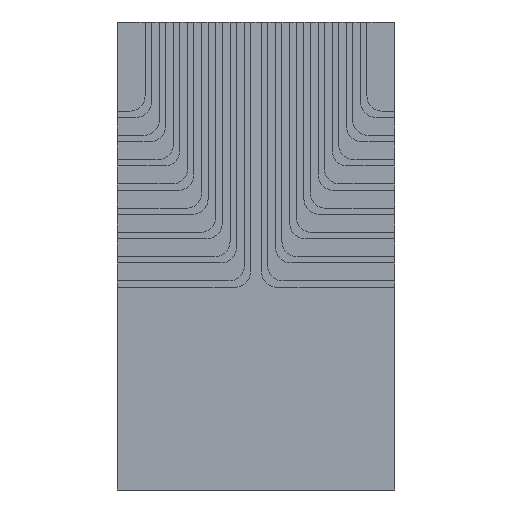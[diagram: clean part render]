
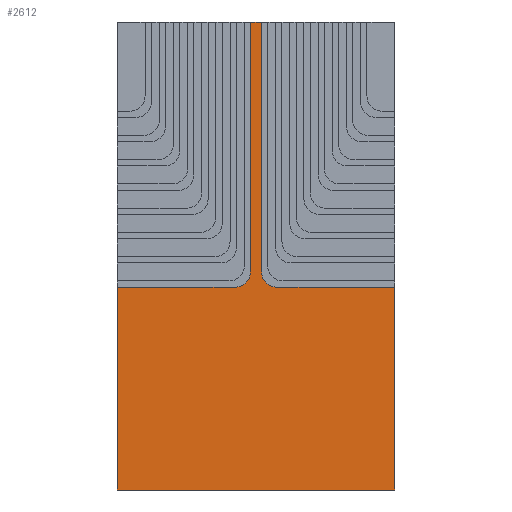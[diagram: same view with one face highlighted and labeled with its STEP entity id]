
A CAD part, front view. The second image highlights one B-rep face of the part: STEP entity #2612.
In plain terms, the highlighted planar face has unit normal (0, -1, 0).
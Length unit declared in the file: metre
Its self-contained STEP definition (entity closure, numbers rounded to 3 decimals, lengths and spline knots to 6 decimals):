
#72=CIRCLE('',#2788,0.00635);
#73=CIRCLE('',#2789,0.00635);
#362=ORIENTED_EDGE('',*,*,#1122,.F.);
#363=ORIENTED_EDGE('',*,*,#1123,.T.);
#364=ORIENTED_EDGE('',*,*,#1124,.T.);
#365=ORIENTED_EDGE('',*,*,#1035,.T.);
#366=ORIENTED_EDGE('',*,*,#1125,.F.);
#367=ORIENTED_EDGE('',*,*,#908,.F.);
#368=ORIENTED_EDGE('',*,*,#1126,.T.);
#369=ORIENTED_EDGE('',*,*,#1127,.T.);
#370=ORIENTED_EDGE('',*,*,#1128,.T.);
#371=ORIENTED_EDGE('',*,*,#996,.T.);
#908=EDGE_CURVE('',#1304,#1305,#1568,.T.);
#996=EDGE_CURVE('',#1392,#1391,#1656,.T.);
#1035=EDGE_CURVE('',#1430,#1429,#1695,.T.);
#1122=EDGE_CURVE('',#1488,#1391,#1754,.T.);
#1123=EDGE_CURVE('',#1488,#1489,#72,.F.);
#1124=EDGE_CURVE('',#1489,#1430,#1755,.T.);
#1125=EDGE_CURVE('',#1305,#1429,#1756,.T.);
#1126=EDGE_CURVE('',#1304,#1490,#1757,.T.);
#1127=EDGE_CURVE('',#1490,#1491,#73,.F.);
#1128=EDGE_CURVE('',#1491,#1392,#1758,.T.);
#1304=VERTEX_POINT('',#3687);
#1305=VERTEX_POINT('',#3689);
#1391=VERTEX_POINT('',#3863);
#1392=VERTEX_POINT('',#3865);
#1429=VERTEX_POINT('',#3941);
#1430=VERTEX_POINT('',#3943);
#1488=VERTEX_POINT('',#4104);
#1489=VERTEX_POINT('',#4106);
#1490=VERTEX_POINT('',#4110);
#1491=VERTEX_POINT('',#4112);
#1568=LINE('',#3688,#1900);
#1656=LINE('',#3864,#1988);
#1695=LINE('',#3942,#2027);
#1754=LINE('',#4103,#2086);
#1755=LINE('',#4107,#2087);
#1756=LINE('',#4108,#2088);
#1757=LINE('',#4109,#2089);
#1758=LINE('',#4113,#2090);
#1900=VECTOR('',#2951,1.);
#1988=VECTOR('',#3041,1.);
#2027=VECTOR('',#3082,1.);
#2086=VECTOR('',#3229,1.);
#2087=VECTOR('',#3232,1.);
#2088=VECTOR('',#3233,1.);
#2089=VECTOR('',#3234,1.);
#2090=VECTOR('',#3237,1.);
#2242=EDGE_LOOP('',(#362,#363,#364,#365,#366,#367,#368,#369,#370,#371));
#2376=FACE_BOUND('',#2242,.T.);
#2510=PLANE('',#2787);
#2612=ADVANCED_FACE('',(#2376),#2510,.T.);
#2787=AXIS2_PLACEMENT_3D('',#4102,#3227,#3228);
#2788=AXIS2_PLACEMENT_3D('',#4105,#3230,#3231);
#2789=AXIS2_PLACEMENT_3D('',#4111,#3235,#3236);
#2951=DIRECTION('',(0.,0.,-1.));
#3041=DIRECTION('',(-1.,0.,0.));
#3082=DIRECTION('',(0.,0.,-1.));
#3227=DIRECTION('',(0.,-1.,0.));
#3228=DIRECTION('',(1.,0.,0.));
#3229=DIRECTION('',(0.,0.,1.));
#3230=DIRECTION('',(0.,-1.,0.));
#3231=DIRECTION('',(-1.,0.,0.));
#3232=DIRECTION('',(-1.,0.,0.));
#3233=DIRECTION('',(-1.,0.,0.));
#3234=DIRECTION('',(-1.,0.,0.));
#3235=DIRECTION('',(0.,-1.,0.));
#3236=DIRECTION('',(-1.,0.,0.));
#3237=DIRECTION('',(0.,0.,1.));
#3687=CARTESIAN_POINT('',(0.05715,-0.009525,-0.012875));
#3688=CARTESIAN_POINT('',(0.05715,-0.009525,0.));
#3689=CARTESIAN_POINT('',(0.05715,-0.009525,-0.09652));
#3863=CARTESIAN_POINT('',(-0.002261,-0.009525,0.09652));
#3864=CARTESIAN_POINT('',(0.,-0.009525,0.09652));
#3865=CARTESIAN_POINT('',(0.002261,-0.009525,0.09652));
#3941=CARTESIAN_POINT('',(-0.05715,-0.009525,-0.09652));
#3942=CARTESIAN_POINT('',(-0.05715,-0.009525,0.));
#3943=CARTESIAN_POINT('',(-0.05715,-0.009525,-0.012875));
#4102=CARTESIAN_POINT('',(0.000024,-0.009525,0.));
#4103=CARTESIAN_POINT('',(-0.002261,-0.009525,0.039295));
#4104=CARTESIAN_POINT('',(-0.002261,-0.009525,-0.006525));
#4105=CARTESIAN_POINT('',(-0.008611,-0.009525,-0.006525));
#4106=CARTESIAN_POINT('',(-0.008611,-0.009525,-0.012875));
#4107=CARTESIAN_POINT('',(-0.0508,-0.009525,-0.012875));
#4108=CARTESIAN_POINT('',(0.,-0.009525,-0.09652));
#4109=CARTESIAN_POINT('',(0.0508,-0.009525,-0.012875));
#4110=CARTESIAN_POINT('',(0.008611,-0.009525,-0.012875));
#4111=CARTESIAN_POINT('',(0.008611,-0.009525,-0.006525));
#4112=CARTESIAN_POINT('',(0.002261,-0.009525,-0.006525));
#4113=CARTESIAN_POINT('',(0.002261,-0.009525,0.039295));
